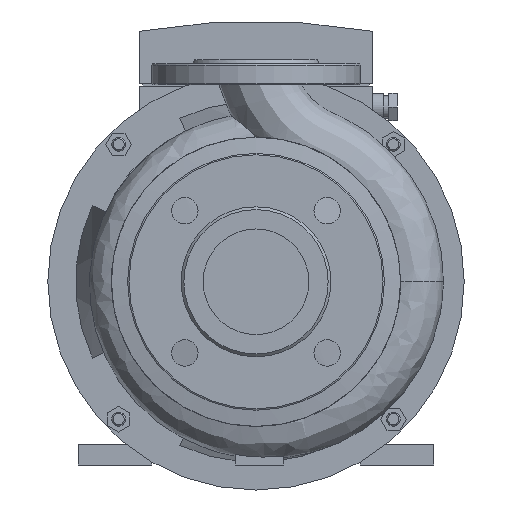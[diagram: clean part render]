
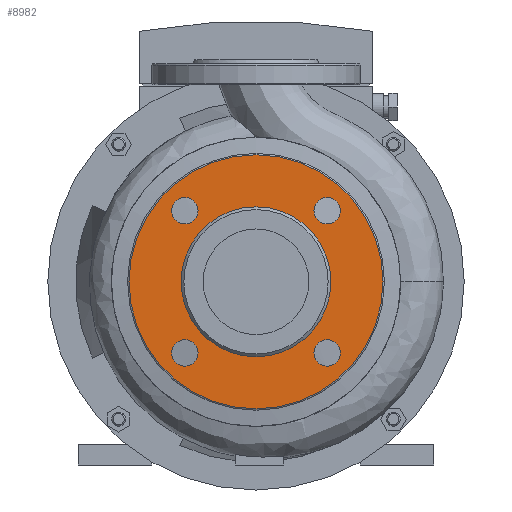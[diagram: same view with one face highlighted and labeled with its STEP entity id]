
A CAD part, left-side view. The second image highlights one B-rep face of the part: STEP entity #8982.
In plain terms, the highlighted planar face has unit normal (-1, 0, 0).
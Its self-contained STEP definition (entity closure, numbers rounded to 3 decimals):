
#306=FACE_BOUND('',#1905,.T.);
#307=FACE_BOUND('',#1906,.T.);
#308=FACE_BOUND('',#1907,.T.);
#309=FACE_BOUND('',#1908,.T.);
#310=FACE_BOUND('',#1909,.T.);
#480=CIRCLE('',#9652,9.5);
#482=CIRCLE('',#9655,9.5);
#484=CIRCLE('',#9658,9.5);
#486=CIRCLE('',#9661,9.5);
#487=CIRCLE('',#9663,54.);
#489=CIRCLE('',#9666,91.5);
#902=PLANE('',#9665);
#1290=FACE_OUTER_BOUND('',#1904,.T.);
#1904=EDGE_LOOP('',(#7071));
#1905=EDGE_LOOP('',(#7072));
#1906=EDGE_LOOP('',(#7073));
#1907=EDGE_LOOP('',(#7074));
#1908=EDGE_LOOP('',(#7075));
#1909=EDGE_LOOP('',(#7076));
#4259=VERTEX_POINT('',#14707);
#4261=VERTEX_POINT('',#14712);
#4263=VERTEX_POINT('',#14717);
#4265=VERTEX_POINT('',#14722);
#4266=VERTEX_POINT('',#14725);
#4268=VERTEX_POINT('',#14730);
#5286=EDGE_CURVE('',#4259,#4259,#480,.T.);
#5288=EDGE_CURVE('',#4261,#4261,#482,.T.);
#5290=EDGE_CURVE('',#4263,#4263,#484,.T.);
#5292=EDGE_CURVE('',#4265,#4265,#486,.T.);
#5293=EDGE_CURVE('',#4266,#4266,#487,.T.);
#5295=EDGE_CURVE('',#4268,#4268,#489,.T.);
#7071=ORIENTED_EDGE('',*,*,#5295,.T.);
#7072=ORIENTED_EDGE('',*,*,#5286,.F.);
#7073=ORIENTED_EDGE('',*,*,#5288,.F.);
#7074=ORIENTED_EDGE('',*,*,#5290,.F.);
#7075=ORIENTED_EDGE('',*,*,#5292,.F.);
#7076=ORIENTED_EDGE('',*,*,#5293,.F.);
#8982=ADVANCED_FACE('',(#1290,#306,#307,#308,#309,#310),#902,.F.);
#9652=AXIS2_PLACEMENT_3D('',#14708,#11244,#11245);
#9655=AXIS2_PLACEMENT_3D('',#14713,#11250,#11251);
#9658=AXIS2_PLACEMENT_3D('',#14718,#11256,#11257);
#9661=AXIS2_PLACEMENT_3D('',#14723,#11262,#11263);
#9663=AXIS2_PLACEMENT_3D('',#14726,#11266,#11267);
#9665=AXIS2_PLACEMENT_3D('',#14729,#11270,#11271);
#9666=AXIS2_PLACEMENT_3D('',#14731,#11272,#11273);
#11244=DIRECTION('center_axis',(-1.,0.,0.));
#11245=DIRECTION('ref_axis',(0.,1.,0.));
#11250=DIRECTION('center_axis',(-1.,0.,0.));
#11251=DIRECTION('ref_axis',(0.,0.,
1.));
#11256=DIRECTION('center_axis',(-1.,0.,0.));
#11257=DIRECTION('ref_axis',(0.,-1.,0.));
#11262=DIRECTION('center_axis',(-1.,0.,0.));
#11263=DIRECTION('ref_axis',(0.,0.,-1.));
#11266=DIRECTION('center_axis',(-1.,0.,0.));
#11267=DIRECTION('ref_axis',(0.,-1.,0.));
#11270=DIRECTION('center_axis',(1.,0.,0.));
#11271=DIRECTION('ref_axis',(0.,0.,1.));
#11272=DIRECTION('center_axis',(-1.,0.,0.));
#11273=DIRECTION('ref_axis',(0.,-1.,0.));
#14707=CARTESIAN_POINT('',(-78.,-60.765,80.735));
#14708=CARTESIAN_POINT('Origin',(-78.,-51.265,80.735));
#14712=CARTESIAN_POINT('',(-78.,51.265,71.235));
#14713=CARTESIAN_POINT('Origin',(-78.,51.265,80.735));
#14717=CARTESIAN_POINT('',(-78.,60.765,183.265));
#14718=CARTESIAN_POINT('Origin',(-78.,51.265,183.265));
#14722=CARTESIAN_POINT('',(-78.,-51.265,192.765));
#14723=CARTESIAN_POINT('Origin',(-78.,-51.265,183.265));
#14725=CARTESIAN_POINT('',(-78.,-54.,132.));
#14726=CARTESIAN_POINT('Origin',(-78.,0.,132.));
#14729=CARTESIAN_POINT('Origin',(-78.,-72.75,132.));
#14730=CARTESIAN_POINT('',(-78.,-91.5,132.));
#14731=CARTESIAN_POINT('Origin',(-78.,0.,132.));
